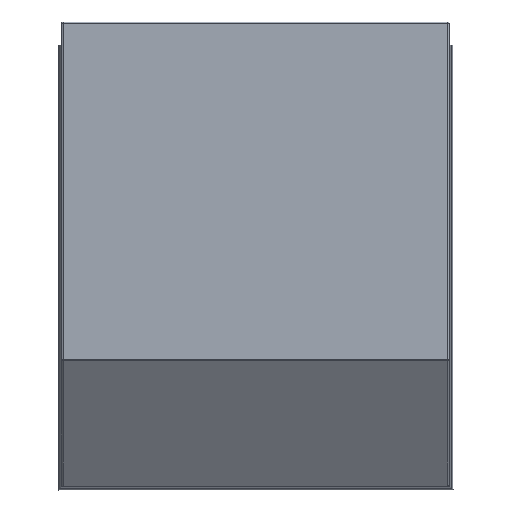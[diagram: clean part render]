
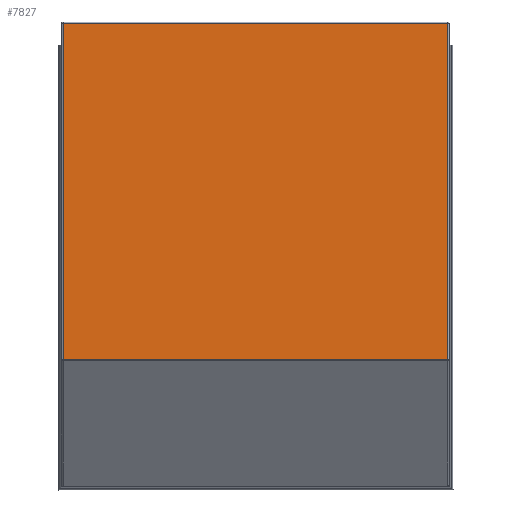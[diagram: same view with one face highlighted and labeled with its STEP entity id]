
A CAD part, front view. The second image highlights one B-rep face of the part: STEP entity #7827.
In plain terms, the highlighted planar face has unit normal (0, -1, 0).
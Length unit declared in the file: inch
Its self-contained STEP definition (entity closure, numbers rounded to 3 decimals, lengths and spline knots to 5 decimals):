
#375=LINE('',#12105,#1240);
#379=LINE('',#12128,#1244);
#391=LINE('',#12166,#1256);
#393=LINE('',#12169,#1258);
#1240=VECTOR('',#9852,0.3937);
#1244=VECTOR('',#9878,0.3937);
#1256=VECTOR('',#9922,0.3937);
#1258=VECTOR('',#9926,0.3937);
#1898=PLANE('',#8592);
#2410=FACE_OUTER_BOUND('',#2880,.T.);
#2880=EDGE_LOOP('',(#6095,#6096,#6097,#6098));
#3758=VERTEX_POINT('',#12093);
#3759=VERTEX_POINT('',#12097);
#3764=VERTEX_POINT('',#12113);
#3767=VERTEX_POINT('',#12120);
#4620=EDGE_CURVE('',#3759,#3758,#375,.T.);
#4631=EDGE_CURVE('',#3767,#3759,#379,.T.);
#4651=EDGE_CURVE('',#3764,#3767,#391,.T.);
#4653=EDGE_CURVE('',#3758,#3764,#393,.T.);
#6095=ORIENTED_EDGE('',*,*,#4620,.F.);
#6096=ORIENTED_EDGE('',*,*,#4631,.F.);
#6097=ORIENTED_EDGE('',*,*,#4651,.F.);
#6098=ORIENTED_EDGE('',*,*,#4653,.F.);
#7827=ADVANCED_FACE('',(#2410),#1898,.T.);
#8592=AXIS2_PLACEMENT_3D('',#12180,#9939,#9940);
#9852=DIRECTION('',(1.,0.,0.));
#9878=DIRECTION('',(0.,0.,1.));
#9922=DIRECTION('',(-1.,0.,0.));
#9926=DIRECTION('',(0.,0.,-1.));
#9939=DIRECTION('center_axis',(0.,-1.,0.));
#9940=DIRECTION('ref_axis',(0.,0.,-1.));
#12093=CARTESIAN_POINT('',(7.78125,0.,9.34375));
#12097=CARTESIAN_POINT('',(-7.78125,0.,9.34375));
#12105=CARTESIAN_POINT('',(-3.92188,0.,9.34375));
#12113=CARTESIAN_POINT('',(7.78125,0.,-4.26172));
#12120=CARTESIAN_POINT('',(-7.78125,0.,-4.26172));
#12128=CARTESIAN_POINT('',(-7.78125,0.,-4.70313));
#12166=CARTESIAN_POINT('',(1.96094,0.,-4.26172));
#12169=CARTESIAN_POINT('',(7.78125,0.,4.70313));
#12180=CARTESIAN_POINT('Origin',(0.,0.,0.));
